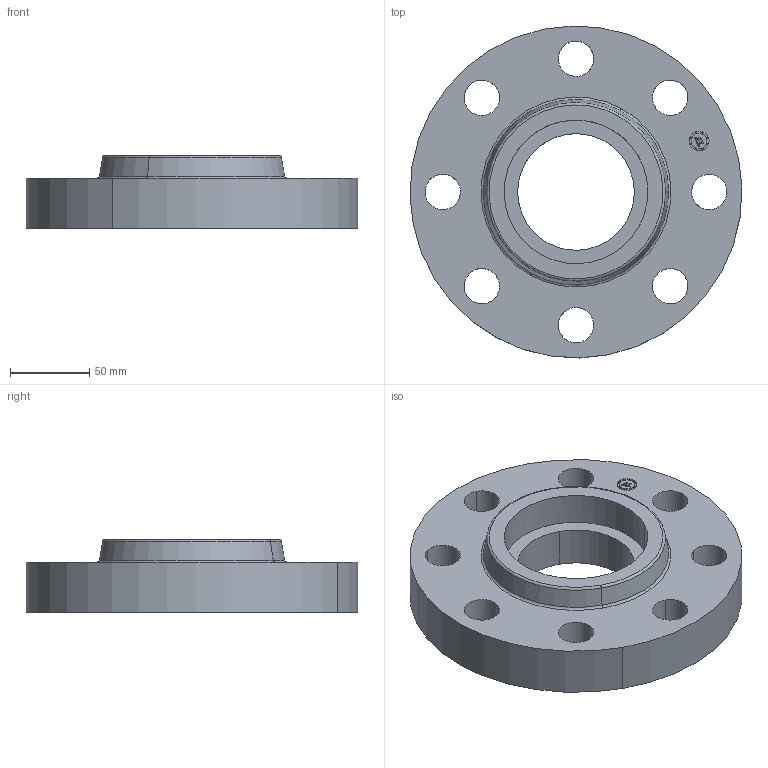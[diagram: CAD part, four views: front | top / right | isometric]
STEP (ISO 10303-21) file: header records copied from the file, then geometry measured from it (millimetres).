
FILE_DESCRIPTION(('3D STEP'),'2;1');
FILE_NAME('3-400-SOCKET-WELD-FF-XH-FLANGE.stp','2013-03-09T12:28:13+00:00',('Texas Flange'),(''),'CATIA Version 5 Release 20 SP 6 (IN-10)','CATIA V5 STEP AP214','800-826-3801');
FILE_SCHEMA(('AUTOMOTIVE_DESIGN { 1 0 10303 214 1 1 1 1 }'));
Length unit declared in the file: inch
Products named in the file (1): 3-400-SOCKET-WELD-FF-XH-FLANGE
Bounding box: 209.49 x 209.49 x 45.97 mm (x, y, z)
Volume: 901555.8 mm3; surface area: 108707.2 mm2
Topology: 1 solids, 1 shells, 417 faces, 1184 edges, 788 vertices
Faces by surface type: plane 369, cylinder 42, torus 4, cone 2
Entity records: 16245 total; most frequent: CARTESIAN_POINT 2521, ORIENTED_EDGE 2368, DIRECTION 1961, EDGE_CURVE 1184, VECTOR 1088, LINE 1088, VERTEX_POINT 788, AXIS2_PLACEMENT_3D 480
